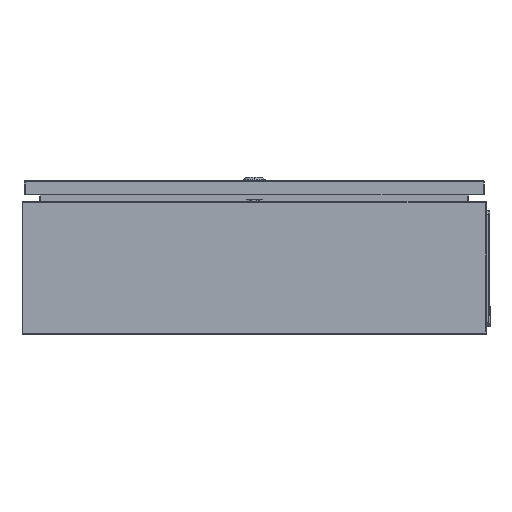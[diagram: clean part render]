
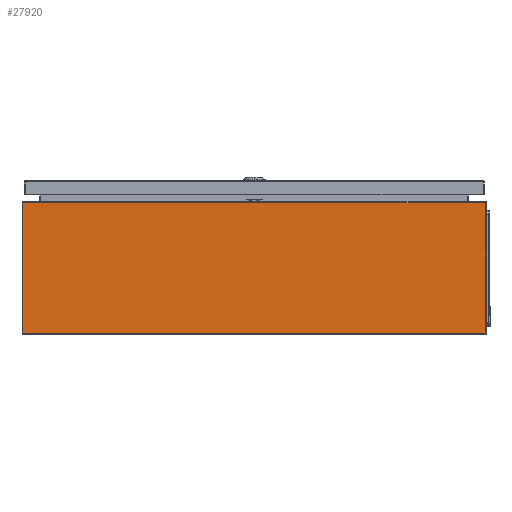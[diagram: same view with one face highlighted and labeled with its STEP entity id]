
A CAD part, left-side view. The second image highlights one B-rep face of the part: STEP entity #27920.
In plain terms, the highlighted planar face has unit normal (-1, 0, 0).
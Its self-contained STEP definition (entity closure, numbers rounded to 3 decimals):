
#790 = ORIENTED_EDGE ( 'NONE', *, *, #34779, .T. ) ;
#1225 = CARTESIAN_POINT ( 'NONE',  ( -300., -300., 170.5 ) ) ;
#1251 = DIRECTION ( 'NONE',  ( 0., 0., -1. ) ) ;
#1531 = EDGE_CURVE ( 'NONE', #2653, #21964, #17761, .T. ) ;
#1728 = ORIENTED_EDGE ( 'NONE', *, *, #27241, .T. ) ;
#2382 = LINE ( 'NONE', #13248, #4341 ) ;
#2653 = VERTEX_POINT ( 'NONE', #7917 ) ;
#2876 = LINE ( 'NONE', #13752, #22119 ) ;
#3923 = PLANE ( 'NONE',  #28923 ) ;
#3978 = DIRECTION ( 'NONE',  ( 0., 1., 0. ) ) ;
#4224 = DIRECTION ( 'NONE',  ( 0., 0., 1. ) ) ;
#4341 = VECTOR ( 'NONE', #24098, 1000. ) ;
#5414 = LINE ( 'NONE', #16257, #35201 ) ;
#5983 = VECTOR ( 'NONE', #28073, 1000. ) ;
#6354 = LINE ( 'NONE', #17202, #5983 ) ;
#7331 = EDGE_CURVE ( 'NONE', #21964, #29133, #2876, .T. ) ;
#7917 = CARTESIAN_POINT ( 'NONE',  ( -300., -300., 1.7 ) ) ;
#8070 = VECTOR ( 'NONE', #4224, 1000. ) ;
#8853 = EDGE_CURVE ( 'NONE', #10339, #16407, #17500, .T. ) ;
#10339 = VERTEX_POINT ( 'NONE', #20074 ) ;
#10675 = EDGE_LOOP ( 'NONE', ( #28854, #25339, #17017, #790, #19796, #1728 ) ) ;
#13248 = CARTESIAN_POINT ( 'NONE',  ( -300., -298.2, 170.5 ) ) ;
#13752 = CARTESIAN_POINT ( 'NONE',  ( -300., 0., 170.5 ) ) ;
#14792 = CARTESIAN_POINT ( 'NONE',  ( -300., 0., 0. ) ) ;
#16257 = CARTESIAN_POINT ( 'NONE',  ( -300., 300., 0. ) ) ;
#16407 = VERTEX_POINT ( 'NONE', #26686 ) ;
#17017 = ORIENTED_EDGE ( 'NONE', *, *, #7331, .T. ) ;
#17110 = CARTESIAN_POINT ( 'NONE',  ( -300., -298.2, 170.5 ) ) ;
#17202 = CARTESIAN_POINT ( 'NONE',  ( -300., 300., 1.7 ) ) ;
#17500 = LINE ( 'NONE', #28383, #25514 ) ;
#17761 = LINE ( 'NONE', #28638, #8070 ) ;
#18429 = CARTESIAN_POINT ( 'NONE',  ( -300., 300., 1.7 ) ) ;
#19796 = ORIENTED_EDGE ( 'NONE', *, *, #8853, .T. ) ;
#20074 = CARTESIAN_POINT ( 'NONE',  ( -300., 298.2, 170.5 ) ) ;
#20880 = EDGE_CURVE ( 'NONE', #2653, #26756, #6354, .T. ) ;
#21964 = VERTEX_POINT ( 'NONE', #1225 ) ;
#22119 = VECTOR ( 'NONE', #24598, 1000. ) ;
#24098 = DIRECTION ( 'NONE',  ( 0., 1., 0. ) ) ;
#24598 = DIRECTION ( 'NONE',  ( 0., 1., 0. ) ) ;
#25339 = ORIENTED_EDGE ( 'NONE', *, *, #1531, .T. ) ;
#25514 = VECTOR ( 'NONE', #3978, 1000. ) ;
#25647 = DIRECTION ( 'NONE',  ( 1., 0., 0. ) ) ;
#26686 = CARTESIAN_POINT ( 'NONE',  ( -300., 300., 170.5 ) ) ;
#26756 = VERTEX_POINT ( 'NONE', #18429 ) ;
#27125 = DIRECTION ( 'NONE',  ( 0., 0., -1. ) ) ;
#27241 = EDGE_CURVE ( 'NONE', #16407, #26756, #5414, .T. ) ;
#27920 = ADVANCED_FACE ( 'NONE', ( #28323 ), #3923, .F. ) ;
#28073 = DIRECTION ( 'NONE',  ( 0., 1., 0. ) ) ;
#28323 = FACE_OUTER_BOUND ( 'NONE', #10675, .T. ) ;
#28383 = CARTESIAN_POINT ( 'NONE',  ( -300., 0., 170.5 ) ) ;
#28638 = CARTESIAN_POINT ( 'NONE',  ( -300., -300., 0. ) ) ;
#28854 = ORIENTED_EDGE ( 'NONE', *, *, #20880, .F. ) ;
#28923 = AXIS2_PLACEMENT_3D ( 'NONE', #14792, #25647, #1251 ) ;
#29133 = VERTEX_POINT ( 'NONE', #17110 ) ;
#34779 = EDGE_CURVE ( 'NONE', #29133, #10339, #2382, .T. ) ;
#35201 = VECTOR ( 'NONE', #27125, 1000. ) ;
